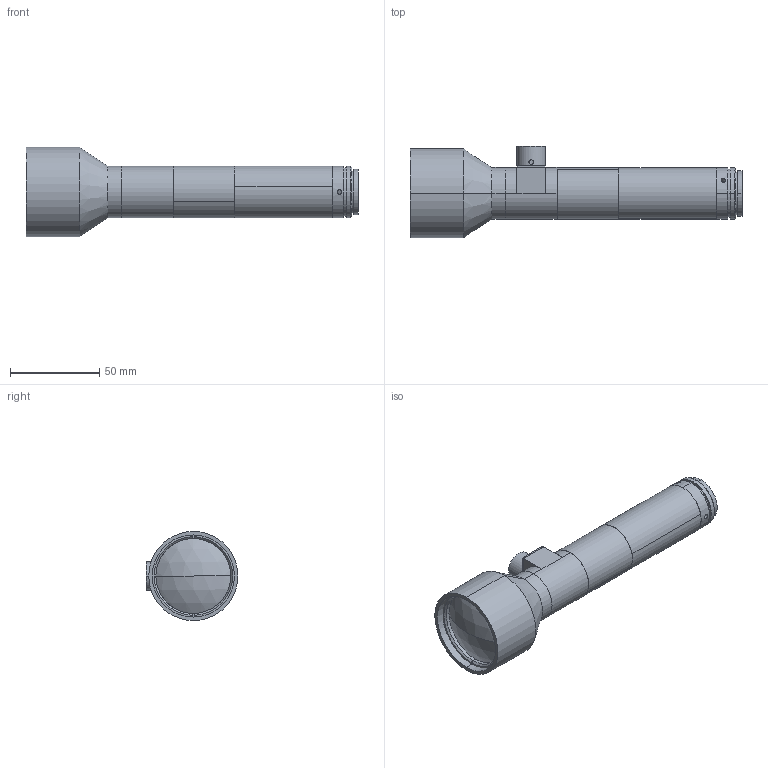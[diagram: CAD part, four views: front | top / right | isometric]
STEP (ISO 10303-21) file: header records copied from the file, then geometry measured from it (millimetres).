
FILE_DESCRIPTION (( 'STEP AP203' ), '1' );
FILE_NAME ('XF-5MDT1.5X110D-1C.STEP', '2017-07-03T08:48:22', ( 'canrill005' ), ( '' ), 'SwSTEP 2.0', 'SolidWorks 2014', '' );
FILE_SCHEMA (( 'CONFIG_CONTROL_DESIGN' ));
Length unit declared in the file: millimetre
Products named in the file (1): XF-5MDT1.5X110D-1C
Bounding box: 186 x 51.5 x 50 mm (x, y, z)
Surface area: 31294 mm2 (no closed solid volume)
Topology: 0 solids, 9 shells, 115 faces, 286 edges, 189 vertices
Faces by surface type: cylinder 63, plane 42, cone 8, sphere 2
Entity records: 3811 total; most frequent: CARTESIAN_POINT 911, DIRECTION 644, ORIENTED_EDGE 502, EDGE_CURVE 286, AXIS2_PLACEMENT_3D 262, VERTEX_POINT 189, EDGE_LOOP 146, CIRCLE 146
